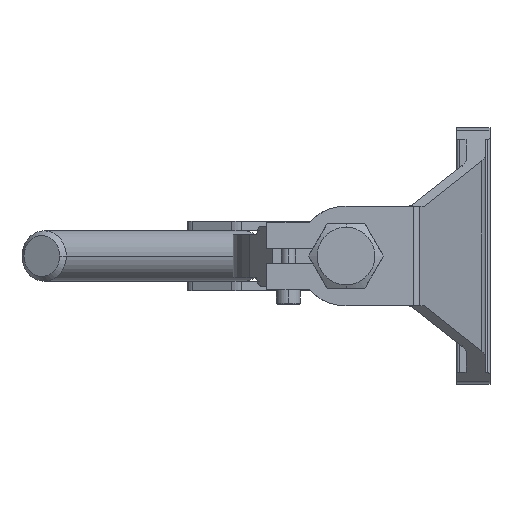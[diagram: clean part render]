
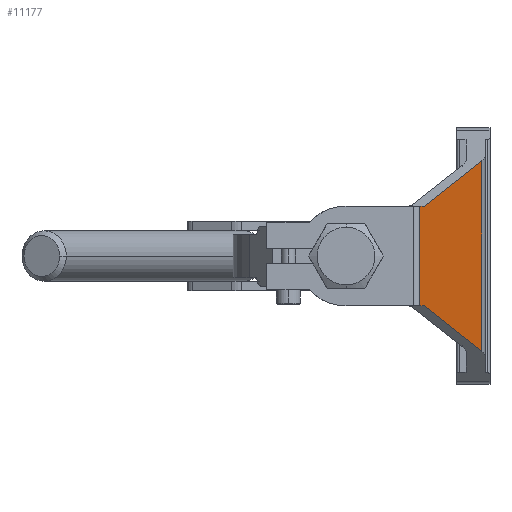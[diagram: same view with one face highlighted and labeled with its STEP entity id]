
A CAD part, left-side view. The second image highlights one B-rep face of the part: STEP entity #11177.
In plain terms, the highlighted planar face has unit normal (-0.5, -0.866, 0).
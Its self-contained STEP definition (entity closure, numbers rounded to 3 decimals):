
#103 = CARTESIAN_POINT ( 'NONE',  ( -100.944, 17.205, -27.137 ) ) ;
#172 = ORIENTED_EDGE ( 'NONE', *, *, #15182, .F. ) ;
#755 = VECTOR ( 'NONE', #949, 1000. ) ;
#949 = DIRECTION ( 'NONE',  ( 0., 0., -1. ) ) ;
#1551 = LINE ( 'NONE', #16698, #755 ) ;
#1698 = CARTESIAN_POINT ( 'NONE',  ( -118.5, 27.341, -20.75 ) ) ;
#2217 = LINE ( 'NONE', #10828, #4867 ) ;
#2755 = DIRECTION ( 'NONE',  ( -0.806, 0.465, 0.366 ) ) ;
#2778 = ORIENTED_EDGE ( 'NONE', *, *, #3639, .F. ) ;
#3417 = CARTESIAN_POINT ( 'NONE',  ( -73.464, 1.34, -39.623 ) ) ;
#3639 = EDGE_CURVE ( 'NONE', #16948, #15359, #14735, .T. ) ;
#4135 = EDGE_CURVE ( 'NONE', #6327, #6845, #6483, .T. ) ;
#4544 = ORIENTED_EDGE ( 'NONE', *, *, #11924, .F. ) ;
#4561 = EDGE_CURVE ( 'NONE', #8275, #6845, #1551, .T. ) ;
#4841 = CARTESIAN_POINT ( 'NONE',  ( -73.464, 1.34, 53.5 ) ) ;
#4867 = VECTOR ( 'NONE', #16174, 1000. ) ;
#5522 = EDGE_CURVE ( 'NONE', #10925, #16948, #15113, .T. ) ;
#5568 = DIRECTION ( 'NONE',  ( 0.806, -0.465, 0.366 ) ) ;
#5618 = CARTESIAN_POINT ( 'NONE',  ( -115., 25.321, -20.75 ) ) ;
#6031 = ORIENTED_EDGE ( 'NONE', *, *, #4561, .T. ) ;
#6130 = DIRECTION ( 'NONE',  ( 0.866, -0.5, 0. ) ) ;
#6327 = VERTEX_POINT ( 'NONE', #5618 ) ;
#6483 = LINE ( 'NONE', #8821, #16617 ) ;
#6845 = VERTEX_POINT ( 'NONE', #1698 ) ;
#8049 = VECTOR ( 'NONE', #5568, 1000. ) ;
#8204 = CARTESIAN_POINT ( 'NONE',  ( -73.464, 1.34, 39.623 ) ) ;
#8275 = VERTEX_POINT ( 'NONE', #10968 ) ;
#8595 = VECTOR ( 'NONE', #2755, 1000. ) ;
#8821 = CARTESIAN_POINT ( 'NONE',  ( -73.464, 1.34, -20.75 ) ) ;
#9565 = CARTESIAN_POINT ( 'NONE',  ( -69.369, -1.024, 41.484 ) ) ;
#9610 = AXIS2_PLACEMENT_3D ( 'NONE', #4841, #14020, #6130 ) ;
#10153 = DIRECTION ( 'NONE',  ( -0.866, 0.5, 0. ) ) ;
#10167 = ORIENTED_EDGE ( 'NONE', *, *, #5522, .F. ) ;
#10451 = EDGE_LOOP ( 'NONE', ( #172, #6031, #12937, #4544, #2778, #10167 ) ) ;
#10828 = CARTESIAN_POINT ( 'NONE',  ( -73.464, 1.34, 20.75 ) ) ;
#10925 = VERTEX_POINT ( 'NONE', #13041 ) ;
#10968 = CARTESIAN_POINT ( 'NONE',  ( -118.5, 27.341, 20.75 ) ) ;
#11177 = ADVANCED_FACE ( 'NONE', ( #16059 ), #13962, .T. ) ;
#11924 = EDGE_CURVE ( 'NONE', #15359, #6327, #15640, .T. ) ;
#12937 = ORIENTED_EDGE ( 'NONE', *, *, #4135, .F. ) ;
#13041 = CARTESIAN_POINT ( 'NONE',  ( -115., 25.321, 20.75 ) ) ;
#13962 = PLANE ( 'NONE',  #9610 ) ;
#14020 = DIRECTION ( 'NONE',  ( -0.5, -0.866, 0. ) ) ;
#14067 = CARTESIAN_POINT ( 'NONE',  ( -73.464, 1.34, 53.5 ) ) ;
#14323 = VECTOR ( 'NONE', #15521, 1000. ) ;
#14735 = LINE ( 'NONE', #14067, #14323 ) ;
#15113 = LINE ( 'NONE', #9565, #8049 ) ;
#15182 = EDGE_CURVE ( 'NONE', #8275, #10925, #2217, .T. ) ;
#15359 = VERTEX_POINT ( 'NONE', #3417 ) ;
#15521 = DIRECTION ( 'NONE',  ( 0., 0., -1. ) ) ;
#15640 = LINE ( 'NONE', #103, #8595 ) ;
#16059 = FACE_OUTER_BOUND ( 'NONE', #10451, .T. ) ;
#16174 = DIRECTION ( 'NONE',  ( 0.866, -0.5, 0. ) ) ;
#16617 = VECTOR ( 'NONE', #10153, 1000. ) ;
#16698 = CARTESIAN_POINT ( 'NONE',  ( -118.5, 27.341, 53.5 ) ) ;
#16948 = VERTEX_POINT ( 'NONE', #8204 ) ;
